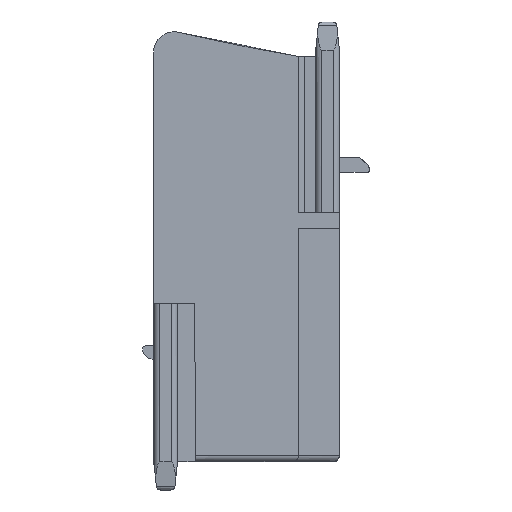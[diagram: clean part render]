
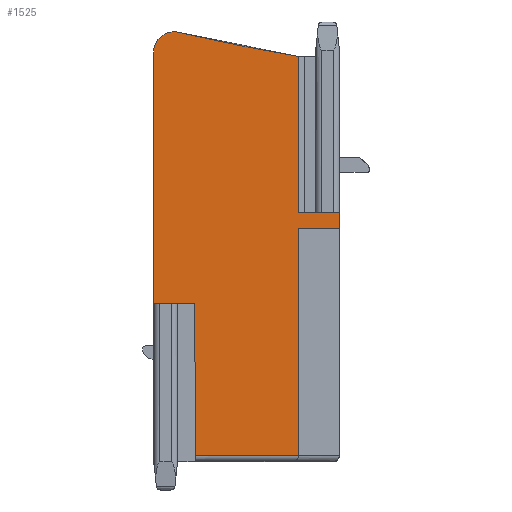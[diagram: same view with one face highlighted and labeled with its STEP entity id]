
A CAD part, left-side view. The second image highlights one B-rep face of the part: STEP entity #1525.
In plain terms, the highlighted planar face has unit normal (-1, 0, 0).
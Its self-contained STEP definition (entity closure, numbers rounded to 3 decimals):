
#518=CIRCLE('',#11288,203.);
#519=CIRCLE('',#11290,2.);
#991=B_SPLINE_CURVE_WITH_KNOTS('',3,(#18296,#18297,#18298,#18299),
 .UNSPECIFIED.,.F.,.F.,(4,4),(0.,1.),.UNSPECIFIED.);
#1525=ADVANCED_FACE('',(#2389),#1863,.F.);
#1863=PLANE('',#11303);
#2389=FACE_OUTER_BOUND('',#2981,.T.);
#2981=EDGE_LOOP('',(#7621,#7622,#7623,#7624,#7625,#7626,#7627,#7628,#7629,
#7630,#7631));
#3756=LINE('',#17483,#4732);
#3878=LINE('',#18144,#4854);
#3880=LINE('',#18148,#4856);
#3882=LINE('',#18181,#4858);
#3913=LINE('',#18288,#4889);
#3914=LINE('',#18290,#4890);
#3915=LINE('',#18292,#4891);
#3916=LINE('',#18294,#4892);
#4732=VECTOR('',#12693,1.);
#4854=VECTOR('',#12979,1.);
#4856=VECTOR('',#12983,1.);
#4858=VECTOR('',#12995,1.);
#4889=VECTOR('',#13046,1.);
#4890=VECTOR('',#13049,1.);
#4891=VECTOR('',#13052,1.);
#4892=VECTOR('',#13053,1.);
#7621=ORIENTED_EDGE('',*,*,#10682,.F.);
#7622=ORIENTED_EDGE('',*,*,#10684,.F.);
#7623=ORIENTED_EDGE('',*,*,#10685,.F.);
#7624=ORIENTED_EDGE('',*,*,#10686,.F.);
#7625=ORIENTED_EDGE('',*,*,#10637,.F.);
#7626=ORIENTED_EDGE('',*,*,#10635,.F.);
#7627=ORIENTED_EDGE('',*,*,#10642,.F.);
#7628=ORIENTED_EDGE('',*,*,#10643,.F.);
#7629=ORIENTED_EDGE('',*,*,#10432,.F.);
#7630=ORIENTED_EDGE('',*,*,#10644,.F.);
#7631=ORIENTED_EDGE('',*,*,#10683,.F.);
#9015=VERTEX_POINT('',#17482);
#9016=VERTEX_POINT('',#17484);
#9145=VERTEX_POINT('',#18143);
#9146=VERTEX_POINT('',#18145);
#9147=VERTEX_POINT('',#18149);
#9148=VERTEX_POINT('',#18165);
#9149=VERTEX_POINT('',#18182);
#9177=VERTEX_POINT('',#18280);
#9178=VERTEX_POINT('',#18287);
#9179=VERTEX_POINT('',#18293);
#9180=VERTEX_POINT('',#18295);
#10432=EDGE_CURVE('',#9015,#9016,#3756,.T.);
#10635=EDGE_CURVE('',#9145,#9146,#3878,.T.);
#10637=EDGE_CURVE('',#9146,#9147,#3880,.T.);
#10642=EDGE_CURVE('',#9148,#9145,#518,.T.);
#10643=EDGE_CURVE('',#9016,#9148,#519,.T.);
#10644=EDGE_CURVE('',#9149,#9015,#3882,.T.);
#10682=EDGE_CURVE('',#9178,#9177,#3913,.T.);
#10683=EDGE_CURVE('',#9177,#9149,#3914,.T.);
#10684=EDGE_CURVE('',#9179,#9178,#3915,.T.);
#10685=EDGE_CURVE('',#9180,#9179,#3916,.T.);
#10686=EDGE_CURVE('',#9147,#9180,#991,.T.);
#11288=AXIS2_PLACEMENT_3D('',#18166,#12989,#12990);
#11290=AXIS2_PLACEMENT_3D('',#18168,#12993,#12994);
#11303=AXIS2_PLACEMENT_3D('',#18300,#13054,#13055);
#12693=DIRECTION('',(0.,0.,1.));
#12979=DIRECTION('',(0.,0.,-1.));
#12983=DIRECTION('',(0.,-1.,0.));
#12989=DIRECTION('',(-1.,0.,0.));
#12990=DIRECTION('',(0.,0.227,-0.974));
#12993=DIRECTION('',(1.,0.,0.));
#12994=DIRECTION('',(0.,0.699,0.715));
#12995=DIRECTION('',(0.,1.,0.));
#13046=DIRECTION('',(0.,1.,0.));
#13049=DIRECTION('',(0.,0.003,1.));
#13052=DIRECTION('',(0.,0.,-1.));
#13053=DIRECTION('',(0.,1.,0.));
#13054=DIRECTION('',(1.,0.,0.));
#13055=DIRECTION('',(0.,-1.,0.));
#17482=CARTESIAN_POINT('',(0.,21.252,18.4));
#17483=CARTESIAN_POINT('',(0.,21.252,45.928));
#17484=CARTESIAN_POINT('',(0.,21.252,43.143));
#18143=CARTESIAN_POINT('',(0.,7.002,42.71));
#18144=CARTESIAN_POINT('',(0.,7.002,42.71));
#18145=CARTESIAN_POINT('',(0.,7.002,27.3));
#18148=CARTESIAN_POINT('',(0.,7.002,27.3));
#18149=CARTESIAN_POINT('',(0.,2.952,27.3));
#18165=CARTESIAN_POINT('',(0.,18.798,45.091));
#18166=CARTESIAN_POINT('',(0.,-27.248,242.8));
#18168=CARTESIAN_POINT('',(0.,19.252,43.143));
#18181=CARTESIAN_POINT('',(0.,17.202,18.4));
#18182=CARTESIAN_POINT('',(0.,17.202,18.4));
#18280=CARTESIAN_POINT('',(0.,17.154,3.4));
#18287=CARTESIAN_POINT('',(0.,7.002,3.4));
#18288=CARTESIAN_POINT('',(0.,7.002,3.4));
#18290=CARTESIAN_POINT('',(0.,17.154,3.4));
#18292=CARTESIAN_POINT('',(0.,7.002,25.8));
#18293=CARTESIAN_POINT('',(0.,7.002,25.8));
#18294=CARTESIAN_POINT('',(0.,2.952,25.8));
#18295=CARTESIAN_POINT('',(0.,2.952,25.8));
#18296=CARTESIAN_POINT('',(0.,2.952,27.3));
#18297=CARTESIAN_POINT('',(0.,2.952,26.8));
#18298=CARTESIAN_POINT('',(0.,2.952,26.3));
#18299=CARTESIAN_POINT('',(0.,2.952,25.8));
#18300=CARTESIAN_POINT('',(0.,22.667,45.928));
